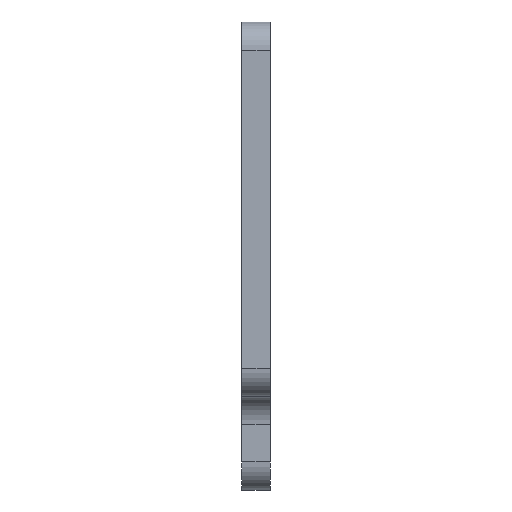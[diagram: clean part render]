
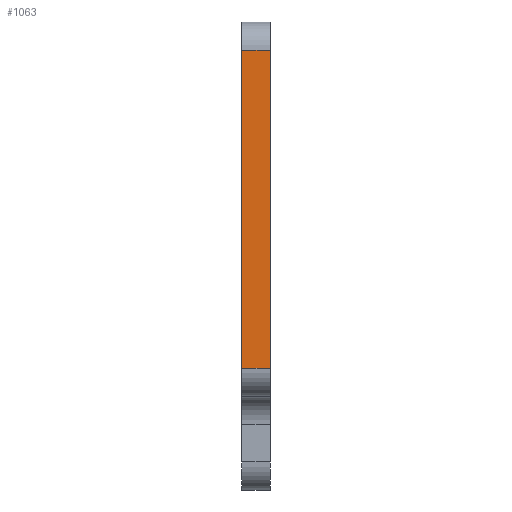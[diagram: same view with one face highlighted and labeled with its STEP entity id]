
A CAD part, left-side view. The second image highlights one B-rep face of the part: STEP entity #1063.
In plain terms, the highlighted planar face has unit normal (-1, 0, 0).
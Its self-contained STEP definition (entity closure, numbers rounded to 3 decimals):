
#8 = EDGE_CURVE ( 'NONE', #1111, #464, #712, .T. ) ;
#9 = LINE ( 'NONE', #795, #148 ) ;
#28 = PLANE ( 'NONE',  #1065 ) ;
#43 = ORIENTED_EDGE ( 'NONE', *, *, #859, .T. ) ;
#110 = VECTOR ( 'NONE', #1050, 1000. ) ;
#148 = VECTOR ( 'NONE', #459, 1000. ) ;
#157 = DIRECTION ( 'NONE',  ( 0., 0., 1. ) ) ;
#163 = VECTOR ( 'NONE', #989, 1000. ) ;
#187 = CARTESIAN_POINT ( 'NONE',  ( -80., -1.5, -3. ) ) ;
#217 = CARTESIAN_POINT ( 'NONE',  ( -80., 1.5, -3. ) ) ;
#283 = EDGE_LOOP ( 'NONE', ( #43, #653, #1022, #420 ) ) ;
#307 = EDGE_CURVE ( 'NONE', #1102, #1111, #481, .T. ) ;
#420 = ORIENTED_EDGE ( 'NONE', *, *, #445, .T. ) ;
#445 = EDGE_CURVE ( 'NONE', #1102, #683, #878, .T. ) ;
#459 = DIRECTION ( 'NONE',  ( 0., 0., 1. ) ) ;
#464 = VERTEX_POINT ( 'NONE', #187 ) ;
#481 = LINE ( 'NONE', #217, #1115 ) ;
#563 = FACE_OUTER_BOUND ( 'NONE', #283, .T. ) ;
#575 = DIRECTION ( 'NONE',  ( 1., 0., 0. ) ) ;
#622 = CARTESIAN_POINT ( 'NONE',  ( -80., 1.5, -37. ) ) ;
#653 = ORIENTED_EDGE ( 'NONE', *, *, #8, .F. ) ;
#683 = VERTEX_POINT ( 'NONE', #873 ) ;
#712 = LINE ( 'NONE', #717, #163 ) ;
#717 = CARTESIAN_POINT ( 'NONE',  ( -80., 1.5, -3. ) ) ;
#795 = CARTESIAN_POINT ( 'NONE',  ( -80., -1.5, -3. ) ) ;
#859 = EDGE_CURVE ( 'NONE', #683, #464, #9, .T. ) ;
#873 = CARTESIAN_POINT ( 'NONE',  ( -80., -1.5, -37. ) ) ;
#878 = LINE ( 'NONE', #622, #110 ) ;
#923 = DIRECTION ( 'NONE',  ( 0., 0., -1. ) ) ;
#989 = DIRECTION ( 'NONE',  ( 0., -1., 0. ) ) ;
#998 = CARTESIAN_POINT ( 'NONE',  ( -80., 1.5, -3. ) ) ;
#1022 = ORIENTED_EDGE ( 'NONE', *, *, #307, .F. ) ;
#1038 = CARTESIAN_POINT ( 'NONE',  ( -80., 1.5, -37. ) ) ;
#1050 = DIRECTION ( 'NONE',  ( 0., -1., 0. ) ) ;
#1063 = ADVANCED_FACE ( 'NONE', ( #563 ), #28, .F. ) ;
#1065 = AXIS2_PLACEMENT_3D ( 'NONE', #998, #575, #923 ) ;
#1099 = CARTESIAN_POINT ( 'NONE',  ( -80., 1.5, -3. ) ) ;
#1102 = VERTEX_POINT ( 'NONE', #1038 ) ;
#1111 = VERTEX_POINT ( 'NONE', #1099 ) ;
#1115 = VECTOR ( 'NONE', #157, 1000. ) ;
